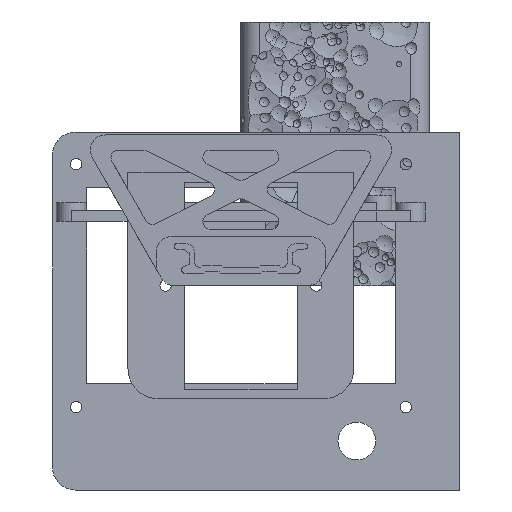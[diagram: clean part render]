
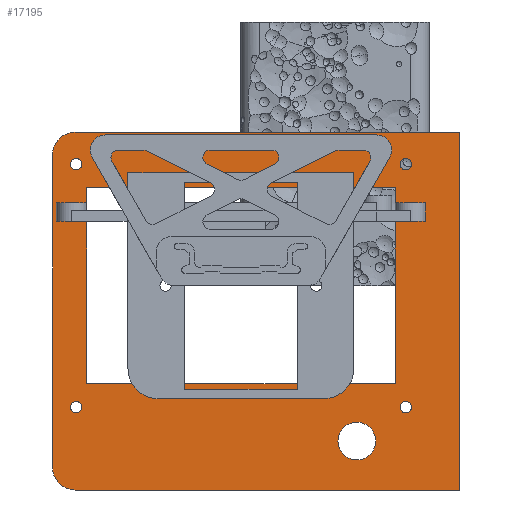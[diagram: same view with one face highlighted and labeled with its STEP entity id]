
A CAD part, front view. The second image highlights one B-rep face of the part: STEP entity #17195.
In plain terms, the highlighted planar face has unit normal (0, -1, 0).
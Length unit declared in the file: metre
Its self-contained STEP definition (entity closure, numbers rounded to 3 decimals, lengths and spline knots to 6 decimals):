
#1948=CIRCLE('',#19434,0.0015);
#1950=CIRCLE('',#19437,0.005);
#1951=CIRCLE('',#19439,0.0015);
#1953=CIRCLE('',#19442,0.0015);
#1955=CIRCLE('',#19447,0.0015);
#1957=CIRCLE('',#19450,0.006);
#1958=CIRCLE('',#19451,0.006);
#6666=ORIENTED_EDGE('',*,*,#9386,.F.);
#6667=ORIENTED_EDGE('',*,*,#9408,.T.);
#6668=ORIENTED_EDGE('',*,*,#9391,.T.);
#6669=ORIENTED_EDGE('',*,*,#9409,.T.);
#6670=ORIENTED_EDGE('',*,*,#9405,.F.);
#6671=ORIENTED_EDGE('',*,*,#9410,.T.);
#6672=ORIENTED_EDGE('',*,*,#9379,.F.);
#6673=ORIENTED_EDGE('',*,*,#9382,.T.);
#6674=ORIENTED_EDGE('',*,*,#9384,.T.);
#6675=ORIENTED_EDGE('',*,*,#9400,.F.);
#6676=ORIENTED_EDGE('',*,*,#9398,.F.);
#6677=ORIENTED_EDGE('',*,*,#9396,.T.);
#6678=ORIENTED_EDGE('',*,*,#9395,.F.);
#6679=ORIENTED_EDGE('',*,*,#9393,.F.);
#6680=ORIENTED_EDGE('',*,*,#9406,.T.);
#9379=EDGE_CURVE('',#11166,#11167,#12289,.T.);
#9382=EDGE_CURVE('',#11166,#11168,#12292,.T.);
#9384=EDGE_CURVE('',#11168,#11169,#12294,.T.);
#9386=EDGE_CURVE('',#11170,#11171,#12296,.T.);
#9391=EDGE_CURVE('',#11175,#11174,#12301,.T.);
#9393=EDGE_CURVE('',#11176,#11176,#1948,.T.);
#9395=EDGE_CURVE('',#11178,#11178,#1950,.T.);
#9396=EDGE_CURVE('',#11179,#11179,#1951,.T.);
#9398=EDGE_CURVE('',#11181,#11181,#1953,.T.);
#9400=EDGE_CURVE('',#11167,#11169,#12303,.T.);
#9405=EDGE_CURVE('',#11186,#11183,#12308,.T.);
#9406=EDGE_CURVE('',#11187,#11187,#1955,.T.);
#9408=EDGE_CURVE('',#11170,#11175,#1957,.T.);
#9409=EDGE_CURVE('',#11174,#11183,#12309,.T.);
#9410=EDGE_CURVE('',#11186,#11171,#1958,.T.);
#11166=VERTEX_POINT('',#30975);
#11167=VERTEX_POINT('',#30977);
#11168=VERTEX_POINT('',#30981);
#11169=VERTEX_POINT('',#30985);
#11170=VERTEX_POINT('',#30989);
#11171=VERTEX_POINT('',#30991);
#11174=VERTEX_POINT('',#30999);
#11175=VERTEX_POINT('',#31001);
#11176=VERTEX_POINT('',#31005);
#11178=VERTEX_POINT('',#31010);
#11179=VERTEX_POINT('',#31013);
#11181=VERTEX_POINT('',#31018);
#11183=VERTEX_POINT('',#31025);
#11186=VERTEX_POINT('',#31031);
#11187=VERTEX_POINT('',#31035);
#12289=LINE('',#30976,#13400);
#12292=LINE('',#30982,#13403);
#12294=LINE('',#30986,#13405);
#12296=LINE('',#30990,#13407);
#12301=LINE('',#31000,#13412);
#12303=LINE('',#31022,#13414);
#12308=LINE('',#31032,#13419);
#12309=LINE('',#31040,#13420);
#13400=VECTOR('',#24686,1.);
#13403=VECTOR('',#24691,1.);
#13405=VECTOR('',#24695,1.);
#13407=VECTOR('',#24699,1.);
#13412=VECTOR('',#24706,1.);
#13414=VECTOR('',#24732,1.);
#13419=VECTOR('',#24739,1.);
#13420=VECTOR('',#24750,1.);
#14596=EDGE_LOOP('',(#6666,#6667,#6668,#6669,#6670,#6671));
#14597=EDGE_LOOP('',(#6672,#6673,#6674,#6675));
#14598=EDGE_LOOP('',(#6676));
#14599=EDGE_LOOP('',(#6677));
#14600=EDGE_LOOP('',(#6678));
#14601=EDGE_LOOP('',(#6679));
#14602=EDGE_LOOP('',(#6680));
#15785=FACE_BOUND('',#14596,.T.);
#15786=FACE_BOUND('',#14597,.T.);
#15787=FACE_BOUND('',#14598,.T.);
#15788=FACE_BOUND('',#14599,.T.);
#15789=FACE_BOUND('',#14600,.T.);
#15790=FACE_BOUND('',#14601,.T.);
#15791=FACE_BOUND('',#14602,.T.);
#16264=PLANE('',#19449);
#17195=ADVANCED_FACE('',(#15785,#15786,#15787,#15788,#15789,#15790,#15791),
#16264,.T.);
#19434=AXIS2_PLACEMENT_3D('',#31004,#24710,#24711);
#19437=AXIS2_PLACEMENT_3D('',#31009,#24716,#24717);
#19439=AXIS2_PLACEMENT_3D('',#31012,#24720,#24721);
#19442=AXIS2_PLACEMENT_3D('',#31017,#24726,#24727);
#19447=AXIS2_PLACEMENT_3D('',#31034,#24742,#24743);
#19449=AXIS2_PLACEMENT_3D('',#31038,#24746,#24747);
#19450=AXIS2_PLACEMENT_3D('',#31039,#24748,#24749);
#19451=AXIS2_PLACEMENT_3D('',#31041,#24751,#24752);
#24686=DIRECTION('',(0.,0.,1.));
#24691=DIRECTION('',(-1.,0.,0.));
#24695=DIRECTION('',(0.,0.,1.));
#24699=DIRECTION('',(0.,0.,1.));
#24706=DIRECTION('',(1.,0.,0.));
#24710=DIRECTION('',(0.,-1.,0.));
#24711=DIRECTION('',(0.,0.,-1.));
#24716=DIRECTION('',(0.,-1.,0.));
#24717=DIRECTION('',(0.,0.,-1.));
#24720=DIRECTION('',(0.,1.,0.));
#24721=DIRECTION('',(0.,0.,-1.));
#24726=DIRECTION('',(0.,-1.,0.));
#24727=DIRECTION('',(0.,0.,-1.));
#24732=DIRECTION('',(-1.,0.,0.));
#24739=DIRECTION('',(1.,0.,0.));
#24742=DIRECTION('',(0.,1.,0.));
#24743=DIRECTION('',(0.,0.,-1.));
#24746=DIRECTION('',(0.,-1.,0.));
#24747=DIRECTION('',(1.,0.,0.));
#24748=DIRECTION('',(0.,-1.,0.));
#24749=DIRECTION('',(0.,0.,-1.));
#24750=DIRECTION('',(0.,0.,1.));
#24751=DIRECTION('',(0.,-1.,0.));
#24752=DIRECTION('',(0.,0.,-1.));
#30975=CARTESIAN_POINT('',(0.041,-0.004,-0.026));
#30976=CARTESIAN_POINT('',(0.041,-0.004,0.));
#30977=CARTESIAN_POINT('',(0.041,-0.004,0.026));
#30981=CARTESIAN_POINT('',(-0.041,-0.004,-0.026));
#30982=CARTESIAN_POINT('',(0.,-0.004,-0.026));
#30985=CARTESIAN_POINT('',(-0.041,-0.004,0.026));
#30986=CARTESIAN_POINT('',(-0.041,-0.004,0.));
#30989=CARTESIAN_POINT('',(-0.05,-0.004,-0.04825));
#30990=CARTESIAN_POINT('',(-0.05,-0.004,-0.00675));
#30991=CARTESIAN_POINT('',(-0.05,-0.004,0.03475));
#30999=CARTESIAN_POINT('',(0.058,-0.004,-0.05425));
#31000=CARTESIAN_POINT('',(0.,-0.004,-0.05425));
#31001=CARTESIAN_POINT('',(-0.044,-0.004,-0.05425));
#31004=CARTESIAN_POINT('',(0.04375,-0.004,-0.03225));
#31005=CARTESIAN_POINT('',(0.04375,-0.004,-0.03375));
#31009=CARTESIAN_POINT('',(0.03075,-0.004,-0.04125));
#31010=CARTESIAN_POINT('',(0.03075,-0.004,-0.04625));
#31012=CARTESIAN_POINT('',(-0.04375,-0.004,-0.03225));
#31013=CARTESIAN_POINT('',(-0.04375,-0.004,-0.03375));
#31017=CARTESIAN_POINT('',(-0.04375,-0.004,0.03225));
#31018=CARTESIAN_POINT('',(-0.04375,-0.004,0.03075));
#31022=CARTESIAN_POINT('',(0.,-0.004,0.026));
#31025=CARTESIAN_POINT('',(0.058,-0.004,0.04075));
#31031=CARTESIAN_POINT('',(-0.044,-0.004,0.04075));
#31032=CARTESIAN_POINT('',(0.,-0.004,0.04075));
#31034=CARTESIAN_POINT('',(0.04375,-0.004,0.03225));
#31035=CARTESIAN_POINT('',(0.04375,-0.004,0.03075));
#31038=CARTESIAN_POINT('',(0.,-0.004,-0.00675));
#31039=CARTESIAN_POINT('',(-0.044,-0.004,-0.04825));
#31040=CARTESIAN_POINT('',(0.058,-0.004,-0.00675));
#31041=CARTESIAN_POINT('',(-0.044,-0.004,0.03475));
